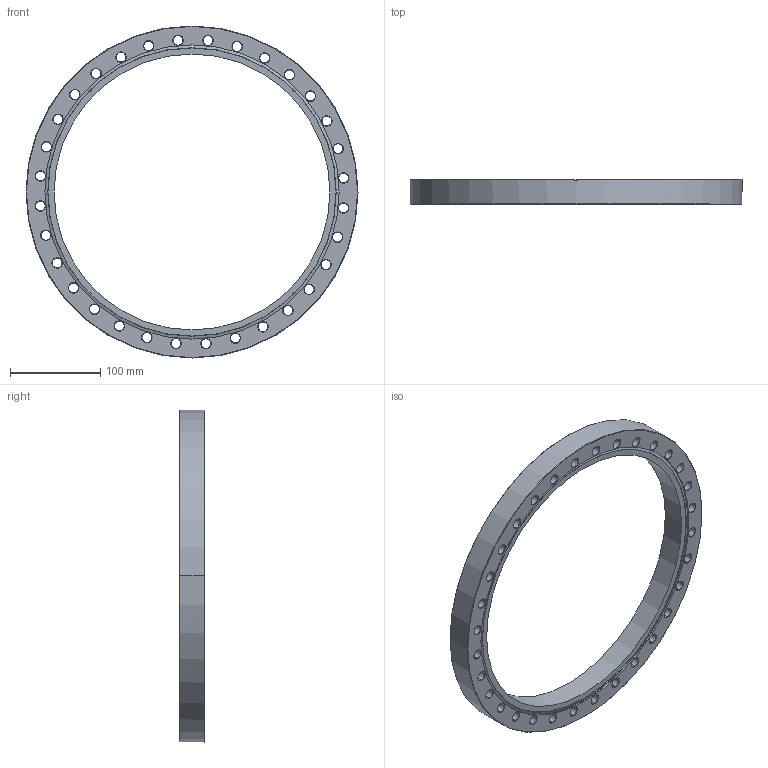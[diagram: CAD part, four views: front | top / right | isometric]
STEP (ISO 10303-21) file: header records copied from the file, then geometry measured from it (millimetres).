
FILE_DESCRIPTION (( 'STEP AP214' ), '1' );
FILE_NAME ('Hositrad_CF300-300-D-ISO3669.STEP', '2017-05-05T15:02:36', ( 'Gebruiker' ), ( '' ), 'SwSTEP 2.0', 'SolidWorks 2017', '' );
FILE_SCHEMA (( 'AUTOMOTIVE_DESIGN' ));
Length unit declared in the file: millimetre
Products named in the file (1): Hositrad_CF300-300-D-ISO3669
Bounding box: 368.3 x 28 x 368.3 mm (x, y, z)
Volume: 816682.7 mm3; surface area: 151365.6 mm2
Topology: 1 solids, 1 shells, 224 faces, 580 edges, 359 vertices
Faces by surface type: cone 141, cylinder 72, plane 11
Entity records: 7099 total; most frequent: DIRECTION 1375, CARTESIAN_POINT 1176, ORIENTED_EDGE 1160, EDGE_CURVE 580, AXIS2_PLACEMENT_3D 574, VERTEX_POINT 359, CIRCLE 349, EDGE_LOOP 291
